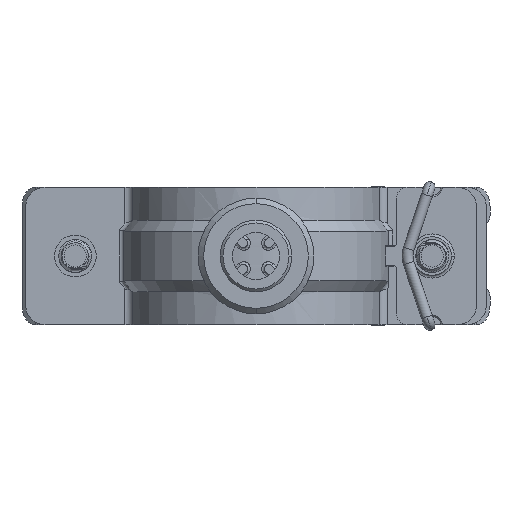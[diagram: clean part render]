
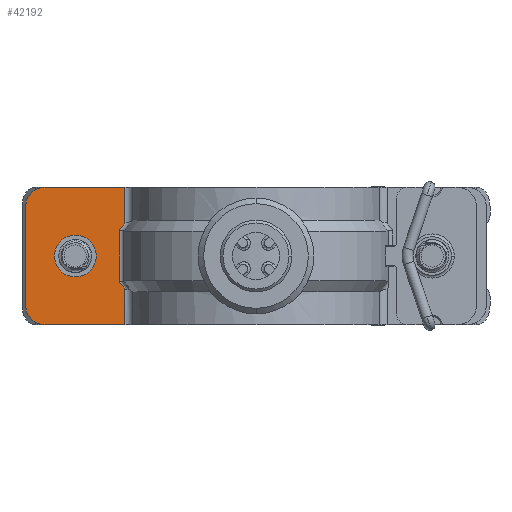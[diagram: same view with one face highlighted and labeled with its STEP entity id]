
A CAD part, front view. The second image highlights one B-rep face of the part: STEP entity #42192.
In plain terms, the highlighted planar face has unit normal (0, -1, 0).
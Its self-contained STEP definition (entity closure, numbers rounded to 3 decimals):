
#159 = AXIS2_PLACEMENT_3D ( 'NONE', #19152, #2070, #5781 ) ;
#669 = EDGE_CURVE ( 'NONE', #18945, #24170, #17271, .T. ) ;
#713 = EDGE_CURVE ( 'NONE', #38487, #17923, #37169, .T. ) ;
#1044 = CARTESIAN_POINT ( 'NONE',  ( -24.779, -4.25, -4.765 ) ) ;
#1514 = B_SPLINE_CURVE_WITH_KNOTS ( 'NONE', 3,
 ( #22929, #8699, #5403, #19640, #33031, #35438, #7359 ),
 .UNSPECIFIED., .F., .F.,
 ( 4, 3, 4 ),
 ( 0., 0., 0.002 ),
 .UNSPECIFIED. ) ;
#1731 = DIRECTION ( 'NONE',  ( 0., 0., 1. ) ) ;
#1937 = CARTESIAN_POINT ( 'NONE',  ( -24.779, -4.25, 12.5 ) ) ;
#2070 = DIRECTION ( 'NONE',  ( 0., -1., 0. ) ) ;
#2160 = CARTESIAN_POINT ( 'NONE',  ( -32.823, -4.25, 3.8 ) ) ;
#2205 = CARTESIAN_POINT ( 'NONE',  ( -23.816, -4.25, -12.5 ) ) ;
#2758 = CARTESIAN_POINT ( 'NONE',  ( -32.823, -4.25, 0. ) ) ;
#3437 = DIRECTION ( 'NONE',  ( 0., 0., 1. ) ) ;
#3463 = DIRECTION ( 'NONE',  ( 0., 0., 1. ) ) ;
#3631 = ORIENTED_EDGE ( 'NONE', *, *, #15438, .T. ) ;
#3687 = DIRECTION ( 'NONE',  ( 0., 1., 0. ) ) ;
#4312 = VECTOR ( 'NONE', #36696, 1000. ) ;
#4518 = EDGE_CURVE ( 'NONE', #36565, #30859, #14824, .T. ) ;
#5008 = LINE ( 'NONE', #1937, #33715 ) ;
#5265 = ORIENTED_EDGE ( 'NONE', *, *, #21568, .T. ) ;
#5403 = CARTESIAN_POINT ( 'NONE',  ( -24.603, -4.25, 4.998 ) ) ;
#5616 = CARTESIAN_POINT ( 'NONE',  ( -24.691, -4.25, -4.881 ) ) ;
#5781 = DIRECTION ( 'NONE',  ( 0., 0., 1. ) ) ;
#5792 = EDGE_CURVE ( 'NONE', #28879, #9275, #39985, .T. ) ;
#5919 = EDGE_CURVE ( 'NONE', #30859, #28879, #30378, .T. ) ;
#7359 = CARTESIAN_POINT ( 'NONE',  ( -23.816, -4.25, 6.032 ) ) ;
#7918 = CARTESIAN_POINT ( 'NONE',  ( -24.779, -4.25, 4.765 ) ) ;
#8031 = EDGE_LOOP ( 'NONE', ( #32317, #26168 ) ) ;
#8699 = CARTESIAN_POINT ( 'NONE',  ( -24.691, -4.25, 4.881 ) ) ;
#9275 = VERTEX_POINT ( 'NONE', #17283 ) ;
#9997 = DIRECTION ( 'NONE',  ( 0., 1., 0. ) ) ;
#10728 = VECTOR ( 'NONE', #39023, 1000. ) ;
#11538 = CARTESIAN_POINT ( 'NONE',  ( -24.514, -4.25, -5.114 ) ) ;
#12463 = CARTESIAN_POINT ( 'NONE',  ( -23.816, -4.25, -6.032 ) ) ;
#13428 = ORIENTED_EDGE ( 'NONE', *, *, #5919, .T. ) ;
#14015 = AXIS2_PLACEMENT_3D ( 'NONE', #40255, #3687, #3463 ) ;
#14824 = CIRCLE ( 'NONE', #159, 3.5 ) ;
#15438 = EDGE_CURVE ( 'NONE', #24170, #37974, #5008, .T. ) ;
#15697 = EDGE_CURVE ( 'NONE', #17923, #38487, #34425, .T. ) ;
#15706 = CARTESIAN_POINT ( 'NONE',  ( -23.816, -4.25, -6.032 ) ) ;
#17271 = B_SPLINE_CURVE_WITH_KNOTS ( 'NONE', 3,
 ( #15706, #31948, #31731, #11538, #38918, #5616, #24930 ),
 .UNSPECIFIED., .F., .F.,
 ( 4, 3, 4 ),
 ( 0., 0.001, 0.002 ),
 .UNSPECIFIED. ) ;
#17283 = CARTESIAN_POINT ( 'NONE',  ( -38.323, -4.25, -12.5 ) ) ;
#17923 = VERTEX_POINT ( 'NONE', #42360 ) ;
#18287 = DIRECTION ( 'NONE',  ( 0., 0., -1. ) ) ;
#18389 = DIRECTION ( 'NONE',  ( 0., 0., -1. ) ) ;
#18945 = VERTEX_POINT ( 'NONE', #12463 ) ;
#19152 = CARTESIAN_POINT ( 'NONE',  ( -38.323, -4.25, 9. ) ) ;
#19222 = VERTEX_POINT ( 'NONE', #2205 ) ;
#19463 = CARTESIAN_POINT ( 'NONE',  ( -38.323, -4.25, -9. ) ) ;
#19640 = CARTESIAN_POINT ( 'NONE',  ( -24.514, -4.25, 5.114 ) ) ;
#20266 = CARTESIAN_POINT ( 'NONE',  ( -23.816, -4.25, 6.032 ) ) ;
#20418 = AXIS2_PLACEMENT_3D ( 'NONE', #19463, #32851, #22961 ) ;
#20787 = DIRECTION ( 'NONE',  ( 0., 1., 0. ) ) ;
#21568 = EDGE_CURVE ( 'NONE', #9275, #19222, #29861, .T. ) ;
#21867 = EDGE_CURVE ( 'NONE', #36565, #22822, #36123, .T. ) ;
#22283 = EDGE_CURVE ( 'NONE', #37974, #23271, #1514, .T. ) ;
#22336 = CARTESIAN_POINT ( 'NONE',  ( -41.823, -4.25, 12.5 ) ) ;
#22822 = VERTEX_POINT ( 'NONE', #23833 ) ;
#22929 = CARTESIAN_POINT ( 'NONE',  ( -24.779, -4.25, 4.765 ) ) ;
#22961 = DIRECTION ( 'NONE',  ( 0., 0., 1. ) ) ;
#23271 = VERTEX_POINT ( 'NONE', #20266 ) ;
#23610 = FACE_OUTER_BOUND ( 'NONE', #37733, .T. ) ;
#23833 = CARTESIAN_POINT ( 'NONE',  ( -23.816, -4.25, 12.5 ) ) ;
#24051 = VECTOR ( 'NONE', #29147, 1000. ) ;
#24170 = VERTEX_POINT ( 'NONE', #1044 ) ;
#24349 = ORIENTED_EDGE ( 'NONE', *, *, #21867, .F. ) ;
#24623 = AXIS2_PLACEMENT_3D ( 'NONE', #2758, #9997, #3437 ) ;
#24660 = CARTESIAN_POINT ( 'NONE',  ( -23.816, -4.25, 12.5 ) ) ;
#24930 = CARTESIAN_POINT ( 'NONE',  ( -24.779, -4.25, -4.765 ) ) ;
#25871 = VECTOR ( 'NONE', #18287, 1000. ) ;
#26168 = ORIENTED_EDGE ( 'NONE', *, *, #15697, .T. ) ;
#26678 = ORIENTED_EDGE ( 'NONE', *, *, #32049, .F. ) ;
#27112 = ORIENTED_EDGE ( 'NONE', *, *, #5792, .T. ) ;
#27170 = CARTESIAN_POINT ( 'NONE',  ( -32.823, -4.25, 0. ) ) ;
#28283 = LINE ( 'NONE', #34824, #42485 ) ;
#28400 = LINE ( 'NONE', #24660, #25871 ) ;
#28879 = VERTEX_POINT ( 'NONE', #31487 ) ;
#29147 = DIRECTION ( 'NONE',  ( 1., 0., 0. ) ) ;
#29483 = AXIS2_PLACEMENT_3D ( 'NONE', #27170, #20787, #37433 ) ;
#29861 = LINE ( 'NONE', #39669, #10728 ) ;
#30044 = ORIENTED_EDGE ( 'NONE', *, *, #36284, .F. ) ;
#30215 = PLANE ( 'NONE',  #14015 ) ;
#30378 = LINE ( 'NONE', #40416, #4312 ) ;
#30859 = VERTEX_POINT ( 'NONE', #32467 ) ;
#31487 = CARTESIAN_POINT ( 'NONE',  ( -41.823, -4.25, -9. ) ) ;
#31545 = ORIENTED_EDGE ( 'NONE', *, *, #4518, .T. ) ;
#31731 = CARTESIAN_POINT ( 'NONE',  ( -24.281, -4.25, -5.42 ) ) ;
#31948 = CARTESIAN_POINT ( 'NONE',  ( -24.049, -4.25, -5.726 ) ) ;
#32049 = EDGE_CURVE ( 'NONE', #18945, #19222, #28283, .T. ) ;
#32317 = ORIENTED_EDGE ( 'NONE', *, *, #713, .T. ) ;
#32467 = CARTESIAN_POINT ( 'NONE',  ( -41.823, -4.25, 9. ) ) ;
#32851 = DIRECTION ( 'NONE',  ( 0., -1., 0. ) ) ;
#33031 = CARTESIAN_POINT ( 'NONE',  ( -24.281, -4.25, 5.42 ) ) ;
#33715 = VECTOR ( 'NONE', #1731, 1000. ) ;
#34425 = CIRCLE ( 'NONE', #24623, 3.8 ) ;
#34824 = CARTESIAN_POINT ( 'NONE',  ( -23.816, -4.25, 12.5 ) ) ;
#35438 = CARTESIAN_POINT ( 'NONE',  ( -24.049, -4.25, 5.726 ) ) ;
#36123 = LINE ( 'NONE', #22336, #24051 ) ;
#36284 = EDGE_CURVE ( 'NONE', #22822, #23271, #28400, .T. ) ;
#36565 = VERTEX_POINT ( 'NONE', #39949 ) ;
#36696 = DIRECTION ( 'NONE',  ( 0., 0., -1. ) ) ;
#36958 = FACE_BOUND ( 'NONE', #8031, .T. ) ;
#37169 = CIRCLE ( 'NONE', #29483, 3.8 ) ;
#37433 = DIRECTION ( 'NONE',  ( 0., 0., 1. ) ) ;
#37733 = EDGE_LOOP ( 'NONE', ( #26678, #41507, #3631, #43356, #30044, #24349, #31545, #13428, #27112, #5265 ) ) ;
#37974 = VERTEX_POINT ( 'NONE', #7918 ) ;
#38487 = VERTEX_POINT ( 'NONE', #2160 ) ;
#38918 = CARTESIAN_POINT ( 'NONE',  ( -24.603, -4.25, -4.998 ) ) ;
#39023 = DIRECTION ( 'NONE',  ( 1., 0., 0. ) ) ;
#39669 = CARTESIAN_POINT ( 'NONE',  ( -41.823, -4.25, -12.5 ) ) ;
#39949 = CARTESIAN_POINT ( 'NONE',  ( -38.323, -4.25, 12.5 ) ) ;
#39985 = CIRCLE ( 'NONE', #20418, 3.5 ) ;
#40255 = CARTESIAN_POINT ( 'NONE',  ( -41.823, -4.25, 12.5 ) ) ;
#40416 = CARTESIAN_POINT ( 'NONE',  ( -41.823, -4.25, 12.5 ) ) ;
#41507 = ORIENTED_EDGE ( 'NONE', *, *, #669, .T. ) ;
#42192 = ADVANCED_FACE ( 'NONE', ( #23610, #36958 ), #30215, .F. ) ;
#42360 = CARTESIAN_POINT ( 'NONE',  ( -32.823, -4.25, -3.8 ) ) ;
#42485 = VECTOR ( 'NONE', #18389, 1000. ) ;
#43356 = ORIENTED_EDGE ( 'NONE', *, *, #22283, .T. ) ;
